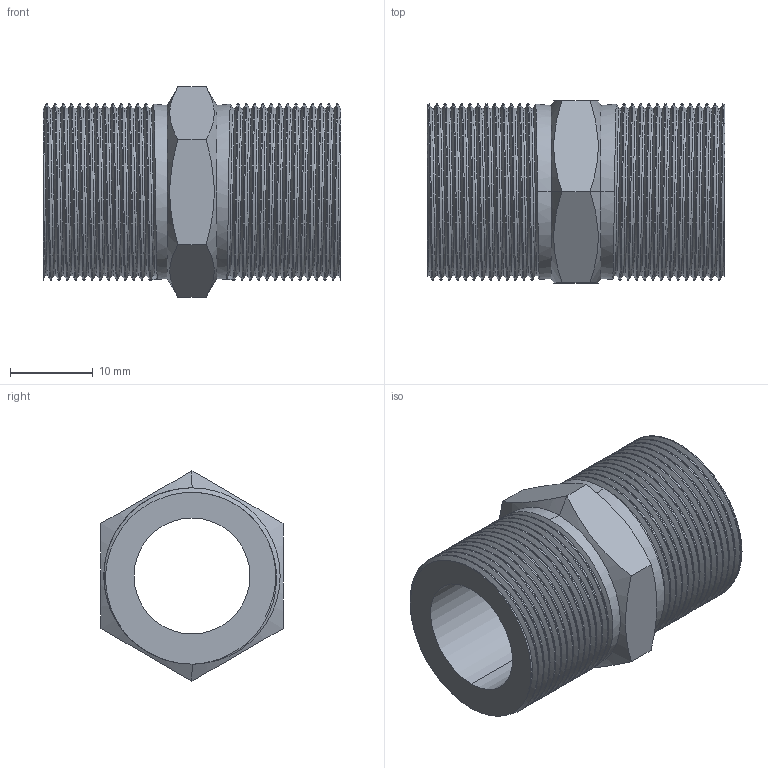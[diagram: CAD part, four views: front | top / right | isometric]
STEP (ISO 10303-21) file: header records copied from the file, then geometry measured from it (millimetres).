
FILE_DESCRIPTION (( 'STEP AP203' ), '1' );
FILE_NAME ('3D_R-207-ZK_1-2_17142630.STEP', '2024-08-20T09:30:52', ( '' ), ( '' ), 'SwSTEP 2.0', 'SolidWorks 2024', '' );
FILE_SCHEMA (( 'CONFIG_CONTROL_DESIGN' ));
Length unit declared in the file: millimetre
Products named in the file (1): 3D_R-207-ZK_1-2_17142630
Bounding box: 36 x 22 x 25.4 mm (x, y, z)
Volume: 7043.2 mm3; surface area: 5908.5 mm2
Topology: 2 solids, 2 shells, 84 faces, 228 edges, 148 vertices
Faces by surface type: cylinder 58, plane 12, cone 8, bspline 6
Entity records: 7845 total; most frequent: CARTESIAN_POINT 6027, ORIENTED_EDGE 456, DIRECTION 272, EDGE_CURVE 228, VERTEX_POINT 148, AXIS2_PLACEMENT_3D 97, EDGE_LOOP 88, FACE_OUTER_BOUND 84
